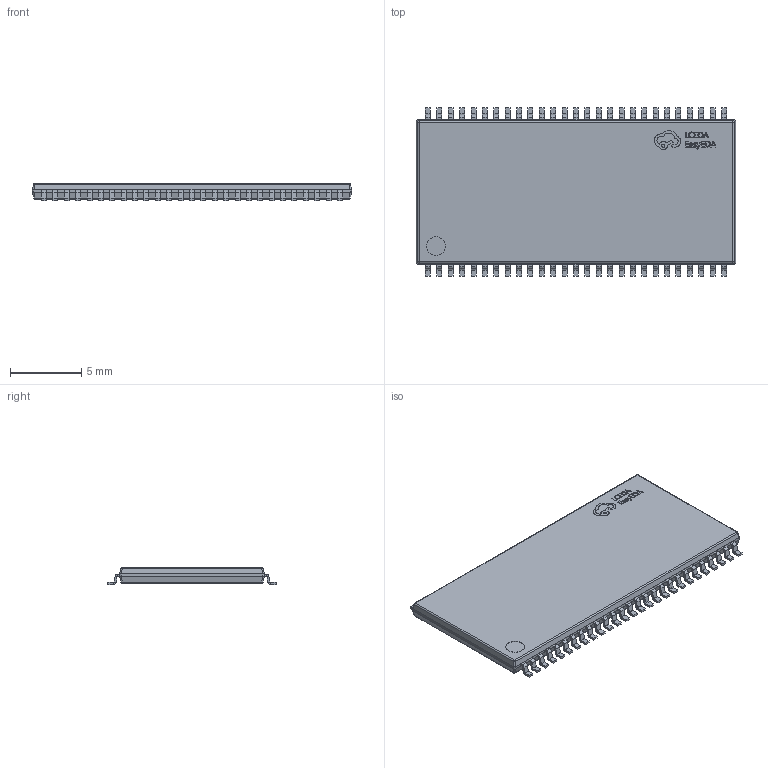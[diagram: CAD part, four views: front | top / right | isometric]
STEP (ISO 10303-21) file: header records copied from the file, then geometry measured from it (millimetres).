
FILE_DESCRIPTION (( 'STEP AP214' ), '1' );
FILE_NAME ('TSOPII-54_L22.4-W10.2-P0.80-LS11.8-BL.step', '2022-07-26T10:44:07', ( '' ), ( '' ), 'SwSTEP 2.0', 'SolidWorks 2020', '' );
FILE_SCHEMA (( 'AUTOMOTIVE_DESIGN' ));
Length unit declared in the file: millimetre
Products named in the file (1): TSOPII-54_L22.4-W10.2-P0.80-LS11.8-BL
Bounding box: 22.41 x 11.84 x 1.2 mm (x, y, z)
Volume: 251 mm3; surface area: 583.3 mm2
Topology: 14 solids, 14 shells, 1469 faces, 3249 edges, 1870 vertices
Faces by surface type: plane 1111, cylinder 238, bspline 112, sphere 8
Entity records: 43424 total; most frequent: CARTESIAN_POINT 8765, ORIENTED_EDGE 6498, DIRECTION 6173, EDGE_CURVE 3249, VECTOR 2537, LINE 2537, VERTEX_POINT 1870, AXIS2_PLACEMENT_3D 1818
